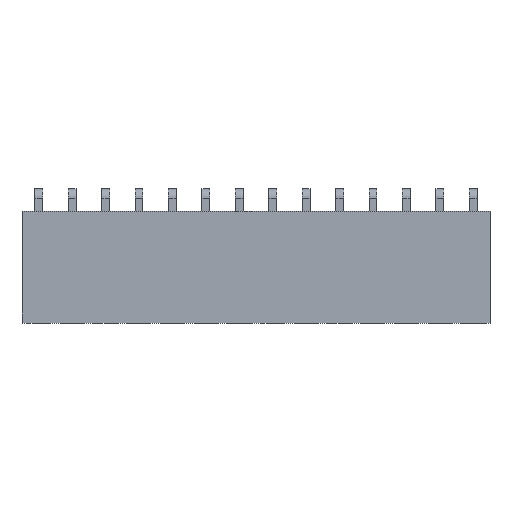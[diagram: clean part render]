
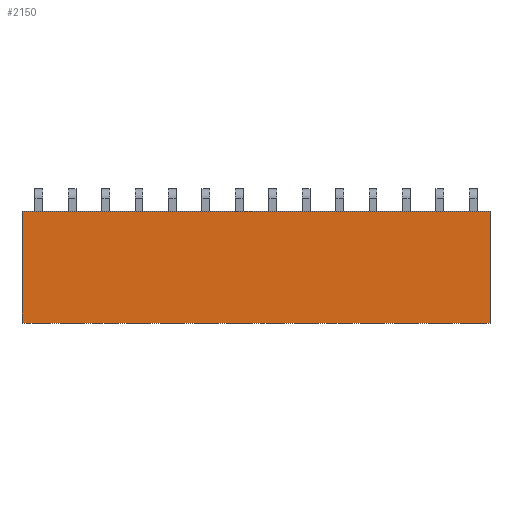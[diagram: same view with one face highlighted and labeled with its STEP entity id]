
A CAD part, top view. The second image highlights one B-rep face of the part: STEP entity #2150.
In plain terms, the highlighted planar face has unit normal (0, 0, 1).
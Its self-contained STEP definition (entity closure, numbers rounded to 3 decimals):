
#2150=ADVANCED_FACE('',(#9138),#9140,.T.);
#9138=FACE_BOUND('',#9139,.T.);
#9139=EDGE_LOOP('',(#14745,#14746,#14747,#14748));
#9140=PLANE('',#9141);
#9141=AXIS2_PLACEMENT_3D('',#9142,#9143,#9144);
#9142=CARTESIAN_POINT('',(1.27,-1.5,2.54));
#9143=DIRECTION('',(0.,0.,1.));
#9144=DIRECTION('',(-1.,0.,0.));
#14745=ORIENTED_EDGE('',*,*,#18481,.T.);
#14746=ORIENTED_EDGE('',*,*,#18675,.F.);
#14747=ORIENTED_EDGE('',*,*,#18488,.F.);
#14748=ORIENTED_EDGE('',*,*,#18732,.T.);
#18481=EDGE_CURVE('',#21229,#21227,#21230,.T.);
#18488=EDGE_CURVE('',#21239,#21241,#21242,.T.);
#18675=EDGE_CURVE('',#21241,#21227,#21555,.T.);
#18732=EDGE_CURVE('',#21239,#21229,#21668,.T.);
#21227=VERTEX_POINT('',#26393);
#21229=VERTEX_POINT('',#26397);
#21230=LINE('',#26398,#26399);
#21239=VERTEX_POINT('',#26419);
#21241=VERTEX_POINT('',#26423);
#21242=LINE('',#26424,#26425);
#21555=LINE('',#27115,#27116);
#21668=LINE('',#27342,#27343);
#26393=CARTESIAN_POINT('',(-1.27,-10.,2.54));
#26397=CARTESIAN_POINT('',(-1.27,-1.5,2.54));
#26398=CARTESIAN_POINT('',(-1.27,-1.5,2.54));
#26399=VECTOR('',#26400,1.);
#26400=DIRECTION('',(0.,-1.,0.));
#26419=CARTESIAN_POINT('',(34.29,-1.5,2.54));
#26423=CARTESIAN_POINT('',(34.29,-10.,2.54));
#26424=CARTESIAN_POINT('',(34.29,-1.5,2.54));
#26425=VECTOR('',#26426,1.);
#26426=DIRECTION('',(0.,-1.,0.));
#27115=CARTESIAN_POINT('',(34.29,-10.,2.54));
#27116=VECTOR('',#27117,1.);
#27117=DIRECTION('',(-1.,0.,0.));
#27342=CARTESIAN_POINT('',(34.29,-1.5,2.54));
#27343=VECTOR('',#27344,1.);
#27344=DIRECTION('',(-1.,0.,0.));
